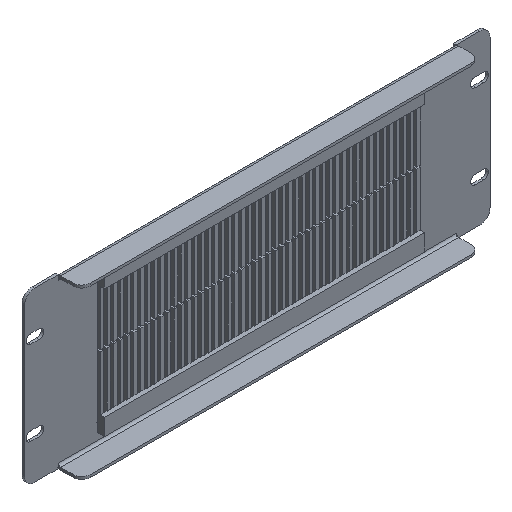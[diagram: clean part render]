
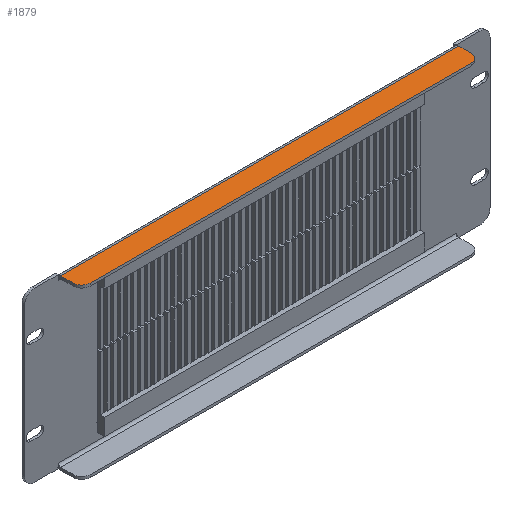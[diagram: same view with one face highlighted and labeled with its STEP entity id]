
A CAD part, isometric view. The second image highlights one B-rep face of the part: STEP entity #1879.
In plain terms, the highlighted planar face has unit normal (0, 0, 1).
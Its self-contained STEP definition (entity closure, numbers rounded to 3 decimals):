
#609 = FACE_OUTER_BOUND ( 'NONE', #2773, .T. ) ;
#660 = EDGE_CURVE ( 'NONE', #11823, #4479, #9057, .T. ) ;
#865 = AXIS2_PLACEMENT_3D ( 'NONE', #2949, #1014, #12904 ) ;
#1014 = DIRECTION ( 'NONE',  ( 0., 0., 1. ) ) ;
#1026 = DIRECTION ( 'NONE',  ( -1., 0., 0. ) ) ;
#1091 = EDGE_CURVE ( 'NONE', #8102, #6414, #4988, .T. ) ;
#1450 = LINE ( 'NONE', #3631, #3981 ) ;
#1549 = PLANE ( 'NONE',  #10921 ) ;
#1845 = LINE ( 'NONE', #3945, #10172 ) ;
#1879 = ADVANCED_FACE ( 'NONE', ( #609 ), #1549, .T. ) ;
#2011 = ORIENTED_EDGE ( 'NONE', *, *, #660, .F. ) ;
#2195 = CARTESIAN_POINT ( 'NONE',  ( 118.25, -10.4, 50. ) ) ;
#2232 = DIRECTION ( 'NONE',  ( -1., 0., 0. ) ) ;
#2435 = CARTESIAN_POINT ( 'NONE',  ( -118.25, -10.4, 50. ) ) ;
#2750 = DIRECTION ( 'NONE',  ( 0., -1., 0. ) ) ;
#2773 = EDGE_LOOP ( 'NONE', ( #7099, #10715, #2011, #7278, #4419, #6209 ) ) ;
#2949 = CARTESIAN_POINT ( 'NONE',  ( 113.25, -10.4, 50. ) ) ;
#3631 = CARTESIAN_POINT ( 'NONE',  ( -118.25, -1.5, 50. ) ) ;
#3914 = EDGE_CURVE ( 'NONE', #4514, #4479, #13067, .T. ) ;
#3945 = CARTESIAN_POINT ( 'NONE',  ( 0., -3., 50. ) ) ;
#3981 = VECTOR ( 'NONE', #4741, 1000. ) ;
#4205 = CARTESIAN_POINT ( 'NONE',  ( -118.25, -3., 50. ) ) ;
#4393 = AXIS2_PLACEMENT_3D ( 'NONE', #4787, #10708, #2750 ) ;
#4419 = ORIENTED_EDGE ( 'NONE', *, *, #1091, .F. ) ;
#4479 = VERTEX_POINT ( 'NONE', #7593 ) ;
#4514 = VERTEX_POINT ( 'NONE', #2435 ) ;
#4651 = DIRECTION ( 'NONE',  ( 0., 0., 1. ) ) ;
#4741 = DIRECTION ( 'NONE',  ( 0., 1., 0. ) ) ;
#4787 = CARTESIAN_POINT ( 'NONE',  ( -113.25, -10.4, 50. ) ) ;
#4988 = LINE ( 'NONE', #5050, #9209 ) ;
#5050 = CARTESIAN_POINT ( 'NONE',  ( 118.25, -15.4, 50. ) ) ;
#5121 = DIRECTION ( 'NONE',  ( 0., -1., 0. ) ) ;
#5368 = EDGE_CURVE ( 'NONE', #4514, #11404, #1450, .T. ) ;
#6209 = ORIENTED_EDGE ( 'NONE', *, *, #9759, .T. ) ;
#6414 = VERTEX_POINT ( 'NONE', #2195 ) ;
#6591 = CIRCLE ( 'NONE', #865, 5. ) ;
#6630 = EDGE_CURVE ( 'NONE', #11823, #6414, #6591, .T. ) ;
#7099 = ORIENTED_EDGE ( 'NONE', *, *, #5368, .F. ) ;
#7278 = ORIENTED_EDGE ( 'NONE', *, *, #6630, .T. ) ;
#7543 = VECTOR ( 'NONE', #2232, 1000. ) ;
#7593 = CARTESIAN_POINT ( 'NONE',  ( -113.25, -15.4, 50. ) ) ;
#8102 = VERTEX_POINT ( 'NONE', #10607 ) ;
#8764 = CARTESIAN_POINT ( 'NONE',  ( 0., 0., 50. ) ) ;
#9057 = LINE ( 'NONE', #9331, #7543 ) ;
#9209 = VECTOR ( 'NONE', #5121, 1000. ) ;
#9331 = CARTESIAN_POINT ( 'NONE',  ( -118.25, -15.4, 50. ) ) ;
#9645 = DIRECTION ( 'NONE',  ( 0., -1., 0. ) ) ;
#9759 = EDGE_CURVE ( 'NONE', #8102, #11404, #1845, .T. ) ;
#10172 = VECTOR ( 'NONE', #1026, 1000. ) ;
#10607 = CARTESIAN_POINT ( 'NONE',  ( 118.25, -3., 50. ) ) ;
#10708 = DIRECTION ( 'NONE',  ( 0., 0., 1. ) ) ;
#10715 = ORIENTED_EDGE ( 'NONE', *, *, #3914, .T. ) ;
#10921 = AXIS2_PLACEMENT_3D ( 'NONE', #8764, #4651, #9645 ) ;
#11404 = VERTEX_POINT ( 'NONE', #4205 ) ;
#11577 = CARTESIAN_POINT ( 'NONE',  ( 113.25, -15.4, 50. ) ) ;
#11823 = VERTEX_POINT ( 'NONE', #11577 ) ;
#12904 = DIRECTION ( 'NONE',  ( 0., -1., 0. ) ) ;
#13067 = CIRCLE ( 'NONE', #4393, 5. ) ;
